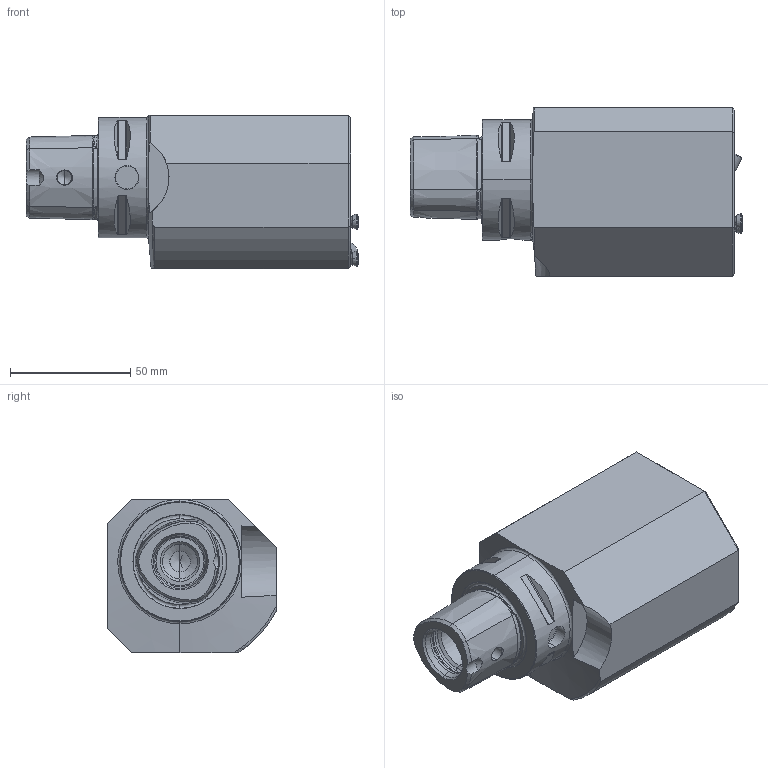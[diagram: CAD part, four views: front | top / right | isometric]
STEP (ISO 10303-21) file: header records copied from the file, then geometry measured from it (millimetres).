
FILE_DESCRIPTION (( 'STEP AP214' ), '1' );
FILE_NAME ('PS5.MAH.RRA.105.STEP', '2023-06-08T11:18:00', ( '' ), ( '' ), 'SwSTEP 2.0', 'SolidWorks 2017', '' );
FILE_SCHEMA (( 'AUTOMOTIVE_DESIGN' ));
Length unit declared in the file: millimetre
Products named in the file (9): PS5.MAH.RRA.105; KU1-U12.002.010_A; KU1-U12.003.010_B; ISO 4026 - M6 x 6; MAH-ER1.007.013; DIN 3771 - 8x1.5; PS5-MAH.RRA.105_A; KU1-U12.002.010; ISO 4762 - M6 x 20
Assembly tree (9 placements, depth 3):
  PS5.MAH.RRA.105
    PS5-MAH.RRA.105_A
    MAH-ER1.007.013  x2
    ISO 4762 - M6 x 20
    KU1-U12.002.010
      KU1-U12.003.010_B
      KU1-U12.002.010_A
      DIN 3771 - 8x1.5
    ISO 4026 - M6 x 6
Bounding box: 138.1 x 70 x 64 mm (x, y, z)
Volume: 378917 mm3; surface area: 42717.5 mm2
Topology: 8 solids, 8 shells, 435 faces, 1085 edges, 652 vertices
Faces by surface type: cylinder 130, cone 108, plane 96, torus 51, bspline 46, sphere 4
Entity records: 14406 total; most frequent: CARTESIAN_POINT 5180, DIRECTION 1826, ORIENTED_EDGE 1820, EDGE_CURVE 910, AXIS2_PLACEMENT_3D 741, VERTEX_POINT 557, EDGE_LOOP 403, ADVANCED_FACE 378
